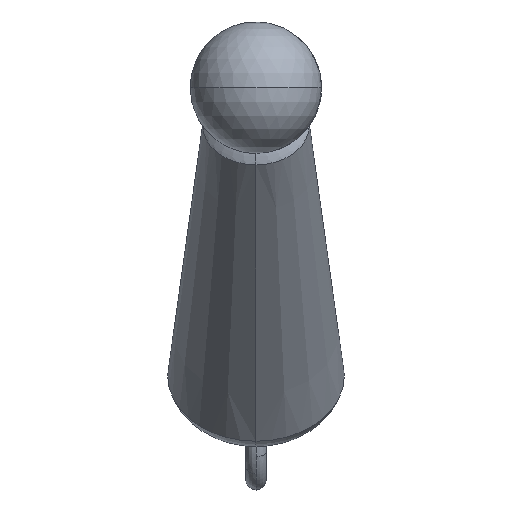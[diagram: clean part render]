
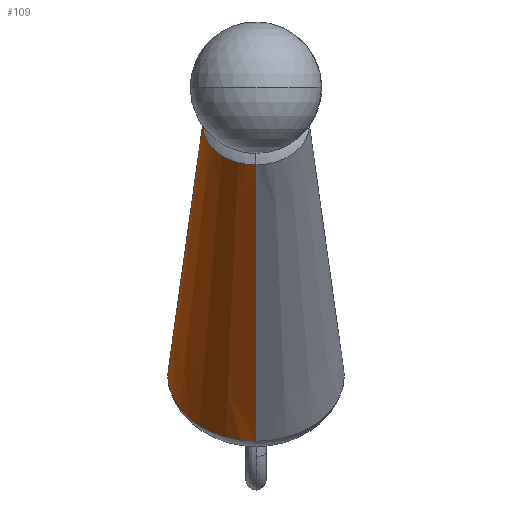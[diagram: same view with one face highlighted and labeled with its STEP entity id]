
A CAD part, left-side view. The second image highlights one B-rep face of the part: STEP entity #109.
In plain terms, the highlighted conical face has half-angle 5.369 degrees and reference radius 21.509 mm.
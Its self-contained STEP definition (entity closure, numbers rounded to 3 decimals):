
#62 = LINE ( 'NONE', #224, #404 ) ;
#76 = CARTESIAN_POINT ( 'NONE',  ( 213.781, 0., -86.147 ) ) ;
#109 = ADVANCED_FACE ( 'NONE', ( #468 ), #1696, .T. ) ;
#142 = VERTEX_POINT ( 'NONE', #277 ) ;
#182 = AXIS2_PLACEMENT_3D ( 'NONE', #1000, #1007, #1406 ) ;
#217 = CARTESIAN_POINT ( 'NONE',  ( 228.262, 0., -70.244 ) ) ;
#224 = CARTESIAN_POINT ( 'NONE',  ( 242.744, 0., -54.341 ) ) ;
#277 = CARTESIAN_POINT ( 'NONE',  ( 213.781, 0., -86.147 ) ) ;
#352 = DIRECTION ( 'NONE',  ( 0.673, 0., -0.74 ) ) ;
#365 = DIRECTION ( 'NONE',  ( -0.739, 0., 0.673 ) ) ;
#404 = VECTOR ( 'NONE', #474, 1000. ) ;
#422 = ORIENTED_EDGE ( 'NONE', *, *, #1293, .T. ) ;
#424 = CIRCLE ( 'NONE', #1489, 21.509 ) ;
#465 = DIRECTION ( 'NONE',  ( -0.739, 0., 0.673 ) ) ;
#468 = FACE_OUTER_BOUND ( 'NONE', #1476, .T. ) ;
#474 = DIRECTION ( 'NONE',  ( 0.799, 0., -0.601 ) ) ;
#499 = DIRECTION ( 'NONE',  ( 0.673, 0., 0.739 ) ) ;
#511 = LINE ( 'NONE', #76, #1555 ) ;
#523 = ORIENTED_EDGE ( 'NONE', *, *, #1290, .T. ) ;
#616 = EDGE_CURVE ( 'NONE', #1378, #142, #511, .T. ) ;
#632 = DIRECTION ( 'NONE',  ( 0.673, 0., 0.739 ) ) ;
#698 = ORIENTED_EDGE ( 'NONE', *, *, #616, .F. ) ;
#777 = CARTESIAN_POINT ( 'NONE',  ( 152.482, 0., -18.804 ) ) ;
#938 = ORIENTED_EDGE ( 'NONE', *, *, #1618, .F. ) ;
#1000 = CARTESIAN_POINT ( 'NONE',  ( 228.262, 0., -70.244 ) ) ;
#1007 = DIRECTION ( 'NONE',  ( 0.739, 0., -0.673 ) ) ;
#1068 = AXIS2_PLACEMENT_3D ( 'NONE', #1433, #465, #499 ) ;
#1175 = CARTESIAN_POINT ( 'NONE',  ( 242.744, 0., -54.341 ) ) ;
#1265 = VERTEX_POINT ( 'NONE', #1175 ) ;
#1290 = EDGE_CURVE ( 'NONE', #1504, #1265, #62, .T. ) ;
#1293 = EDGE_CURVE ( 'NONE', #1265, #142, #424, .T. ) ;
#1378 = VERTEX_POINT ( 'NONE', #777 ) ;
#1406 = DIRECTION ( 'NONE',  ( -0.673, 0., -0.739 ) ) ;
#1433 = CARTESIAN_POINT ( 'NONE',  ( 161.227, 0., -9.201 ) ) ;
#1476 = EDGE_LOOP ( 'NONE', ( #938, #523, #422, #698 ) ) ;
#1487 = CARTESIAN_POINT ( 'NONE',  ( 169.972, 0., 0.402 ) ) ;
#1489 = AXIS2_PLACEMENT_3D ( 'NONE', #217, #365, #632 ) ;
#1504 = VERTEX_POINT ( 'NONE', #1487 ) ;
#1555 = VECTOR ( 'NONE', #352, 1000. ) ;
#1575 = CIRCLE ( 'NONE', #1068, 12.988 ) ;
#1618 = EDGE_CURVE ( 'NONE', #1504, #1378, #1575, .T. ) ;
#1696 = CONICAL_SURFACE ( 'NONE', #182, 21.509, 0.094 ) ;
